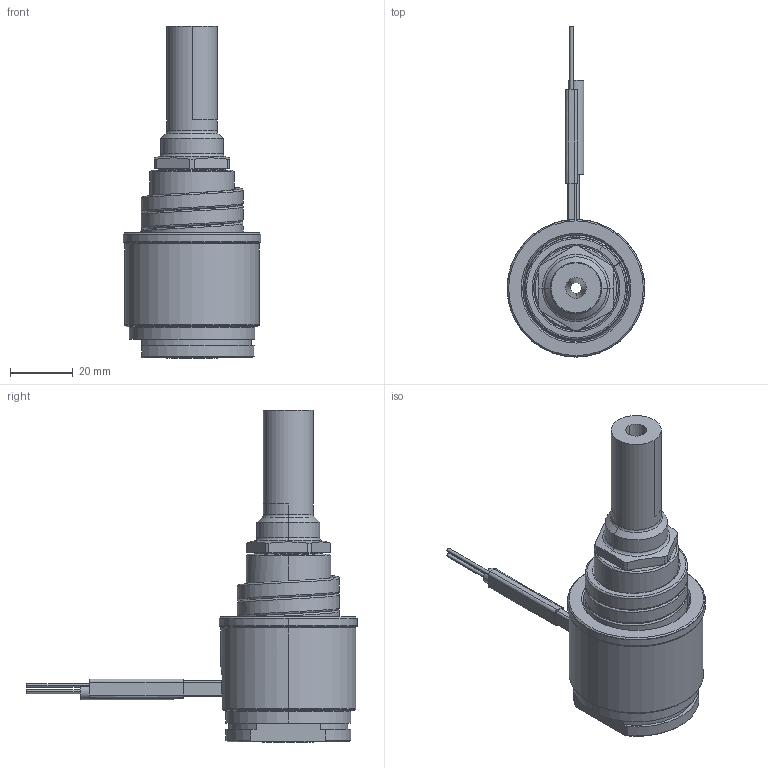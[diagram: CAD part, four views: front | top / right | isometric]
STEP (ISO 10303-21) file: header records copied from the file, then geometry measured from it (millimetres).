
FILE_DESCRIPTION((''),'2;1');
FILE_NAME('EL-76-AEM-H','2016-08-30T',('砐錪賧瘔蠈錪'),('IMID'),'PRO/ENGINEER BY PARAMETRIC TECHNOLOGY CORPORATION, 2015070','PRO/ENGINEER BY PARAMETRIC TECHNOLOGY CORPORATION, 2015070','');
FILE_SCHEMA(('CONFIG_CONTROL_DESIGN'));
Length unit declared in the file: millimetre
Products named in the file (1): EL-76-AEM-H
Bounding box: 44 x 105.5 x 106 mm (x, y, z)
Volume: 73425.5 mm3; surface area: 31597.7 mm2
Topology: 1 solids, 9 shells, 325 faces, 785 edges, 465 vertices
Faces by surface type: cylinder 106, cone 63, bspline 54, plane 50, torus 33, revolution 9, extrusion 8, sphere 2
Entity records: 16685 total; most frequent: CARTESIAN_POINT 9357, ORIENTED_EDGE 1530, DIRECTION 1484, EDGE_CURVE 777, AXIS2_PLACEMENT_3D 598, VERTEX_POINT 465, EDGE_LOOP 348, CIRCLE 343
